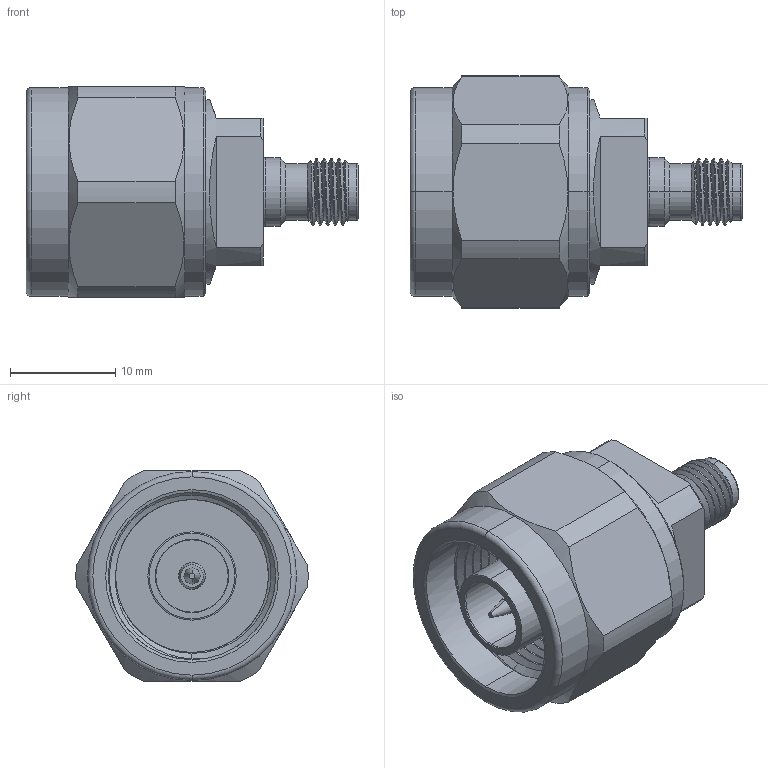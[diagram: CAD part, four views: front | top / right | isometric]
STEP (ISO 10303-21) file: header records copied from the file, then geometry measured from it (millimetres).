
FILE_DESCRIPTION (( 'STEP AP214' ), '1' );
FILE_NAME ('SM4269_3D.step', '2025-06-16T22:02:06', ( '' ), ( '' ), 'SwSTEP 2.0', 'SolidWorks 2022', '' );
FILE_SCHEMA (( 'AUTOMOTIVE_DESIGN' ));
Length unit declared in the file: inch
Products named in the file (3): SM4269_3D1^SM4269; SM4269_3D2^SM4269; SM4269_3D
Assembly tree (2 placements, depth 2):
  SM4269_3D
    SM4269_3D1^SM4269
    SM4269_3D2^SM4269
Bounding box: 31.5 x 22.02 x 20 mm (x, y, z)
Volume: 5265.4 mm3; surface area: 3389.5 mm2
Topology: 2 solids, 2 shells, 132 faces, 323 edges, 204 vertices
Faces by surface type: cylinder 57, cone 32, plane 31, torus 6, bspline 6
Entity records: 6409 total; most frequent: CARTESIAN_POINT 3343, ORIENTED_EDGE 646, DIRECTION 607, EDGE_CURVE 323, AXIS2_PLACEMENT_3D 249, VERTEX_POINT 204, EDGE_LOOP 143, FACE_OUTER_BOUND 132
